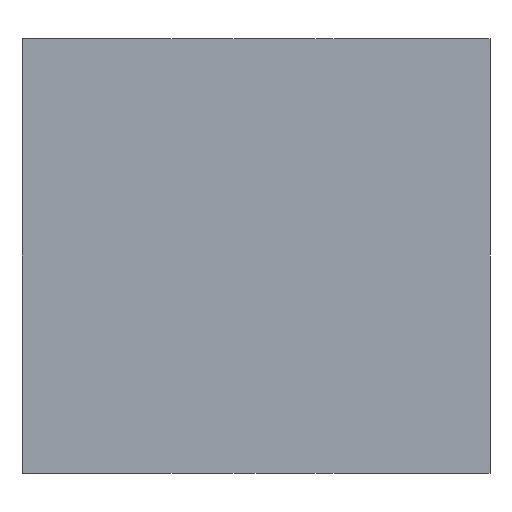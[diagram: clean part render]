
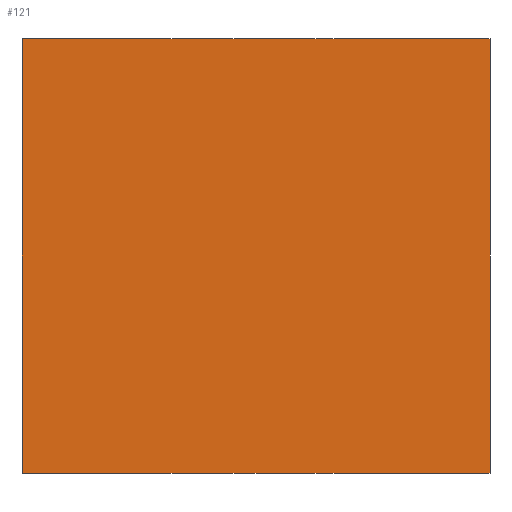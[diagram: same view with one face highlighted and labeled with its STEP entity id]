
A CAD part, front view. The second image highlights one B-rep face of the part: STEP entity #121.
In plain terms, the highlighted planar face has unit normal (0, -1, 0).
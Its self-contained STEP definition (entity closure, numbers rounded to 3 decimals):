
#121=ADVANCED_FACE('',(#179),#181,.T.);
#179=FACE_BOUND('',#180,.T.);
#180=EDGE_LOOP('',(#218,#219,#220,#221));
#181=PLANE('',#182);
#182=AXIS2_PLACEMENT_3D('',#183,#184,#185);
#183=CARTESIAN_POINT('',(0.,-4.6,0.));
#184=DIRECTION('',(0.,-1.,0.));
#185=DIRECTION('',(1.,0.,0.));
#218=ORIENTED_EDGE('',*,*,#239,.T.);
#219=ORIENTED_EDGE('',*,*,#236,.T.);
#220=ORIENTED_EDGE('',*,*,#238,.T.);
#221=ORIENTED_EDGE('',*,*,#232,.T.);
#232=EDGE_CURVE('',#259,#257,#260,.T.);
#236=EDGE_CURVE('',#265,#263,#266,.T.);
#238=EDGE_CURVE('',#263,#259,#268,.T.);
#239=EDGE_CURVE('',#257,#265,#269,.T.);
#257=VERTEX_POINT('',#306);
#259=VERTEX_POINT('',#310);
#260=LINE('',#311,#312);
#263=VERTEX_POINT('',#321);
#265=VERTEX_POINT('',#325);
#266=LINE('',#326,#327);
#268=LINE('',#332,#333);
#269=LINE('',#335,#336);
#306=CARTESIAN_POINT('',(7.,-4.6,-7.));
#310=CARTESIAN_POINT('',(-7.,-4.6,-7.));
#311=CARTESIAN_POINT('',(-7.,-4.6,-7.));
#312=VECTOR('',#313,1.);
#313=DIRECTION('',(1.,0.,0.));
#321=CARTESIAN_POINT('',(-7.,-4.6,6.));
#325=CARTESIAN_POINT('',(7.,-4.6,6.));
#326=CARTESIAN_POINT('',(7.,-4.6,6.));
#327=VECTOR('',#328,1.);
#328=DIRECTION('',(-1.,0.,0.));
#332=CARTESIAN_POINT('',(-7.,-4.6,6.));
#333=VECTOR('',#334,1.);
#334=DIRECTION('',(0.,0.,-1.));
#335=CARTESIAN_POINT('',(7.,-4.6,-7.));
#336=VECTOR('',#337,1.);
#337=DIRECTION('',(0.,0.,1.));
